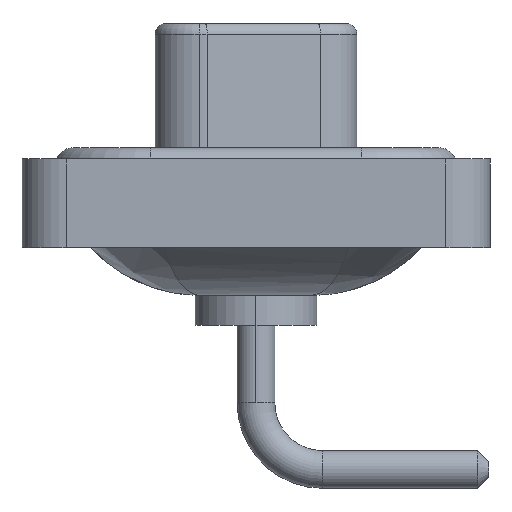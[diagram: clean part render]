
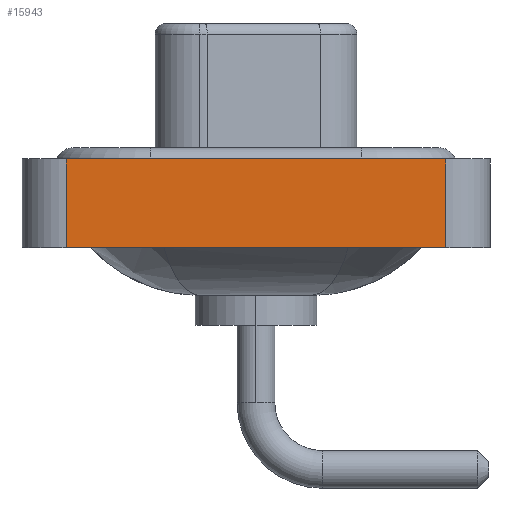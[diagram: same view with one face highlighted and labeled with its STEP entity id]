
A CAD part, left-side view. The second image highlights one B-rep face of the part: STEP entity #15943.
In plain terms, the highlighted planar face has unit normal (-1, 0, 0).
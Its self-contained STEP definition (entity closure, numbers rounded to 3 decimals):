
#629 = LINE ( 'NONE', #892, #10633 ) ;
#860 = AXIS2_PLACEMENT_3D ( 'NONE', #8640, #12412, #6912 ) ;
#892 = CARTESIAN_POINT ( 'NONE',  ( -7.25, 8.55, -3.6 ) ) ;
#1479 = PLANE ( 'NONE',  #860 ) ;
#1621 = VERTEX_POINT ( 'NONE', #2298 ) ;
#2298 = CARTESIAN_POINT ( 'NONE',  ( -7.25, -8.55, -3.6 ) ) ;
#3206 = EDGE_CURVE ( 'NONE', #1621, #6021, #9528, .T. ) ;
#3835 = CARTESIAN_POINT ( 'NONE',  ( -7.25, -8.55, -3.6 ) ) ;
#4798 = CARTESIAN_POINT ( 'NONE',  ( -7.25, 8.55, 0.4 ) ) ;
#4905 = CARTESIAN_POINT ( 'NONE',  ( -7.25, -8.55, 0.4 ) ) ;
#5184 = DIRECTION ( 'NONE',  ( 0., 0., 1. ) ) ;
#6021 = VERTEX_POINT ( 'NONE', #4905 ) ;
#6912 = DIRECTION ( 'NONE',  ( 0., 0., 1. ) ) ;
#8244 = VERTEX_POINT ( 'NONE', #13733 ) ;
#8538 = VERTEX_POINT ( 'NONE', #4798 ) ;
#8549 = FACE_OUTER_BOUND ( 'NONE', #14750, .T. ) ;
#8640 = CARTESIAN_POINT ( 'NONE',  ( -7.25, -8.55, -3.6 ) ) ;
#9528 = LINE ( 'NONE', #3835, #17128 ) ;
#9637 = CARTESIAN_POINT ( 'NONE',  ( -7.25, -8.55, 0.4 ) ) ;
#10002 = LINE ( 'NONE', #12799, #17556 ) ;
#10633 = VECTOR ( 'NONE', #11746, 1000. ) ;
#11746 = DIRECTION ( 'NONE',  ( 0., 0., 1. ) ) ;
#12154 = EDGE_CURVE ( 'NONE', #8538, #6021, #17644, .T. ) ;
#12412 = DIRECTION ( 'NONE',  ( -1., 0., 0. ) ) ;
#12535 = ORIENTED_EDGE ( 'NONE', *, *, #13014, .T. ) ;
#12799 = CARTESIAN_POINT ( 'NONE',  ( -7.25, -8.55, -3.6 ) ) ;
#13014 = EDGE_CURVE ( 'NONE', #8244, #1621, #10002, .T. ) ;
#13224 = VECTOR ( 'NONE', #14605, 1000. ) ;
#13518 = EDGE_CURVE ( 'NONE', #8244, #8538, #629, .T. ) ;
#13733 = CARTESIAN_POINT ( 'NONE',  ( -7.25, 8.55, -3.6 ) ) ;
#14096 = ORIENTED_EDGE ( 'NONE', *, *, #12154, .F. ) ;
#14605 = DIRECTION ( 'NONE',  ( 0., -1., 0. ) ) ;
#14750 = EDGE_LOOP ( 'NONE', ( #15954, #14096, #15724, #12535 ) ) ;
#15724 = ORIENTED_EDGE ( 'NONE', *, *, #13518, .F. ) ;
#15943 = ADVANCED_FACE ( 'NONE', ( #8549 ), #1479, .T. ) ;
#15954 = ORIENTED_EDGE ( 'NONE', *, *, #3206, .T. ) ;
#17110 = DIRECTION ( 'NONE',  ( 0., -1., 0. ) ) ;
#17128 = VECTOR ( 'NONE', #5184, 1000. ) ;
#17556 = VECTOR ( 'NONE', #17110, 1000. ) ;
#17644 = LINE ( 'NONE', #9637, #13224 ) ;
